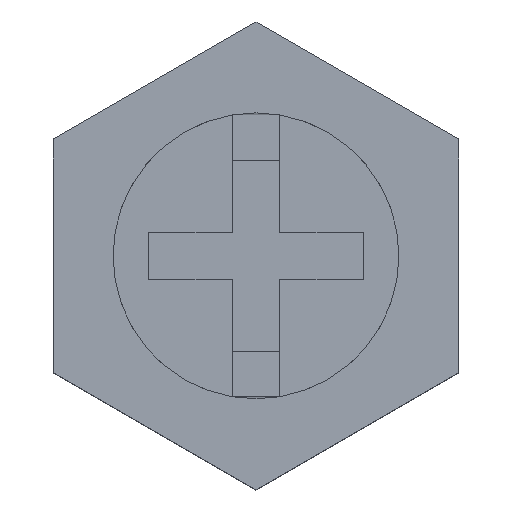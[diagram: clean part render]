
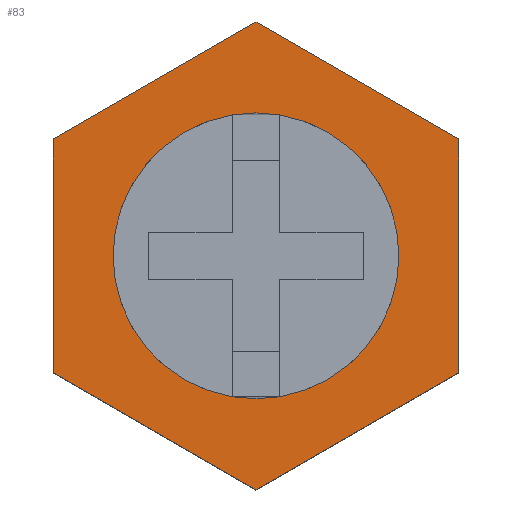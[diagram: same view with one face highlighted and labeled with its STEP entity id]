
A CAD part, top view. The second image highlights one B-rep face of the part: STEP entity #83.
In plain terms, the highlighted planar face has unit normal (0, 0, 1).
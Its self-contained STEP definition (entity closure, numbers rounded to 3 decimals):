
#16 = VERTEX_POINT ( 'NONE', #319 ) ;
#23 = VERTEX_POINT ( 'NONE', #374 ) ;
#36 = EDGE_CURVE ( 'NONE', #63, #48, #352, .T. ) ;
#41 = VERTEX_POINT ( 'NONE', #403 ) ;
#48 = VERTEX_POINT ( 'NONE', #392 ) ;
#59 = EDGE_CURVE ( 'NONE', #23, #63, #387, .T. ) ;
#63 = VERTEX_POINT ( 'NONE', #440 ) ;
#70 = EDGE_CURVE ( 'NONE', #16, #23, #429, .T. ) ;
#72 = EDGE_LOOP ( 'NONE', ( #80, #84, #85, #75, #76, #96 ) ) ;
#75 = ORIENTED_EDGE ( 'NONE', *, *, #111, .T. ) ;
#76 = ORIENTED_EDGE ( 'NONE', *, *, #106, .T. ) ;
#77 = ORIENTED_EDGE ( 'NONE', *, *, #78, .F. ) ;
#78 = EDGE_CURVE ( 'NONE', #309, #306, #425, .T. ) ;
#79 = ORIENTED_EDGE ( 'NONE', *, *, #308, .F. ) ;
#80 = ORIENTED_EDGE ( 'NONE', *, *, #70, .T. ) ;
#81 = EDGE_CURVE ( 'NONE', #105, #16, #420, .T. ) ;
#83 = ADVANCED_FACE ( 'NONE', ( #416, #415 ), #414, .T. ) ;
#84 = ORIENTED_EDGE ( 'NONE', *, *, #59, .T. ) ;
#85 = ORIENTED_EDGE ( 'NONE', *, *, #36, .T. ) ;
#96 = ORIENTED_EDGE ( 'NONE', *, *, #81, .T. ) ;
#105 = VERTEX_POINT ( 'NONE', #446 ) ;
#106 = EDGE_CURVE ( 'NONE', #41, #105, #512, .T. ) ;
#111 = EDGE_CURVE ( 'NONE', #48, #41, #504, .T. ) ;
#149 = EDGE_LOOP ( 'NONE', ( #77, #79 ) ) ;
#306 = VERTEX_POINT ( 'NONE', #828 ) ;
#308 = EDGE_CURVE ( 'NONE', #306, #309, #827, .T. ) ;
#309 = VERTEX_POINT ( 'NONE', #822 ) ;
#319 = CARTESIAN_POINT ( 'NONE',  ( 8.5, 4.907, 7. ) ) ;
#352 = LINE ( 'NONE', #410, #409 ) ;
#374 = CARTESIAN_POINT ( 'NONE',  ( 0., 9.815, 7. ) ) ;
#384 = DIRECTION ( 'NONE',  ( -0.866, -0.5, 0. ) ) ;
#385 = VECTOR ( 'NONE', #384, 1000. ) ;
#386 = CARTESIAN_POINT ( 'NONE',  ( 0., 9.815, 7. ) ) ;
#387 = LINE ( 'NONE', #386, #385 ) ;
#392 = CARTESIAN_POINT ( 'NONE',  ( -8.5, -4.907, 7. ) ) ;
#403 = CARTESIAN_POINT ( 'NONE',  ( 0., -9.815, 7. ) ) ;
#408 = DIRECTION ( 'NONE',  ( 0., -1., 0. ) ) ;
#409 = VECTOR ( 'NONE', #408, 1000. ) ;
#410 = CARTESIAN_POINT ( 'NONE',  ( -8.5, 4.907, 7. ) ) ;
#412 = CARTESIAN_POINT ( 'NONE',  ( 0., 9.815, 7. ) ) ;
#413 = AXIS2_PLACEMENT_3D ( 'NONE', #412, #477, #476 ) ;
#414 = PLANE ( 'NONE',  #413 ) ;
#415 = FACE_OUTER_BOUND ( 'NONE', #72, .T. ) ;
#416 = FACE_BOUND ( 'NONE', #149, .T. ) ;
#417 = DIRECTION ( 'NONE',  ( 0., 1., 0. ) ) ;
#418 = VECTOR ( 'NONE', #417, 1000. ) ;
#419 = CARTESIAN_POINT ( 'NONE',  ( 8.5, -4.907, 7. ) ) ;
#420 = LINE ( 'NONE', #419, #418 ) ;
#421 = DIRECTION ( 'NONE',  ( 1., 0., 0. ) ) ;
#422 = DIRECTION ( 'NONE',  ( 0., 0., 1. ) ) ;
#423 = CARTESIAN_POINT ( 'NONE',  ( 0., 0., 7. ) ) ;
#424 = AXIS2_PLACEMENT_3D ( 'NONE', #423, #422, #421 ) ;
#425 = CIRCLE ( 'NONE', #424, 6. ) ;
#426 = DIRECTION ( 'NONE',  ( -0.866, 0.5, 0. ) ) ;
#427 = VECTOR ( 'NONE', #426, 1000. ) ;
#428 = CARTESIAN_POINT ( 'NONE',  ( 8.5, 4.907, 7. ) ) ;
#429 = LINE ( 'NONE', #428, #427 ) ;
#440 = CARTESIAN_POINT ( 'NONE',  ( -8.5, 4.907, 7. ) ) ;
#446 = CARTESIAN_POINT ( 'NONE',  ( 8.5, -4.907, 7. ) ) ;
#476 = DIRECTION ( 'NONE',  ( 1., 0., 0. ) ) ;
#477 = DIRECTION ( 'NONE',  ( 0., 0., 1. ) ) ;
#501 = DIRECTION ( 'NONE',  ( 0.866, -0.5, 0. ) ) ;
#502 = VECTOR ( 'NONE', #501, 1000. ) ;
#503 = CARTESIAN_POINT ( 'NONE',  ( -8.5, -4.907, 7. ) ) ;
#504 = LINE ( 'NONE', #503, #502 ) ;
#509 = DIRECTION ( 'NONE',  ( 0.866, 0.5, 0. ) ) ;
#510 = VECTOR ( 'NONE', #509, 1000. ) ;
#511 = CARTESIAN_POINT ( 'NONE',  ( 0., -9.815, 7. ) ) ;
#512 = LINE ( 'NONE', #511, #510 ) ;
#822 = CARTESIAN_POINT ( 'NONE',  ( 6., 0., 7. ) ) ;
#823 = DIRECTION ( 'NONE',  ( 1., 0., 0. ) ) ;
#824 = DIRECTION ( 'NONE',  ( 0., 0., 1. ) ) ;
#825 = CARTESIAN_POINT ( 'NONE',  ( 0., 0., 7. ) ) ;
#826 = AXIS2_PLACEMENT_3D ( 'NONE', #825, #824, #823 ) ;
#827 = CIRCLE ( 'NONE', #826, 6. ) ;
#828 = CARTESIAN_POINT ( 'NONE',  ( -6., 0., 7. ) ) ;
